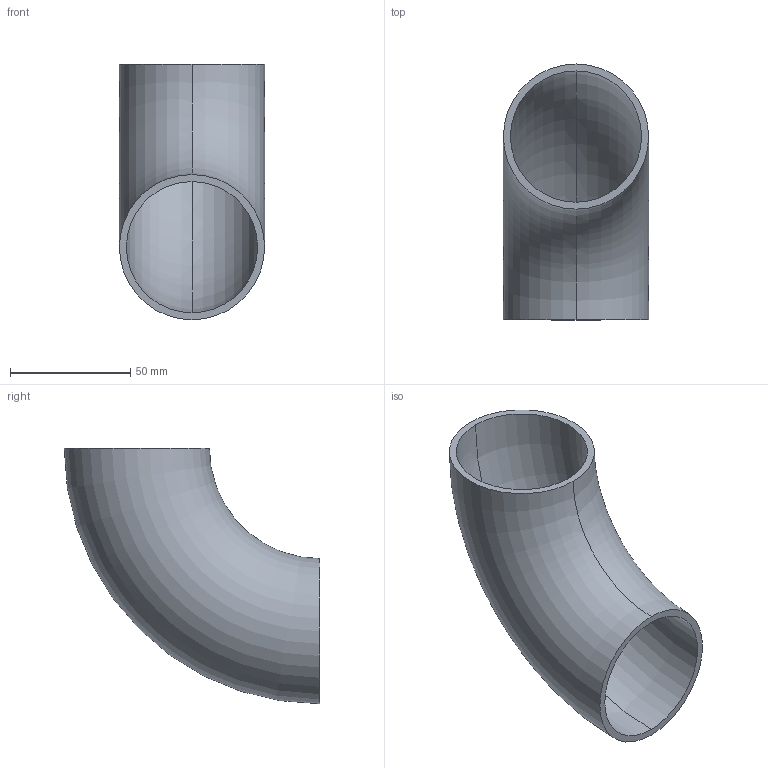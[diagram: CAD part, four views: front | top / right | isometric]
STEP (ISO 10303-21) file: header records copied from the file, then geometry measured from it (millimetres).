
FILE_DESCRIPTION (( 'STEP AP203' ), '1' );
FILE_NAME ('55163-ST.step', '2018-12-17T10:23:35', ( '' ), ( '' ), 'SwSTEP 2.0', 'SolidWorks 2015', '' );
FILE_SCHEMA (( 'CONFIG_CONTROL_DESIGN' ));
Length unit declared in the file: millimetre
Products named in the file (1): 55163-ST
Bounding box: 60.3 x 106.15 x 106.15 mm (x, y, z)
Volume: 62429.5 mm3; surface area: 44109.6 mm2
Topology: 1 solids, 1 shells, 220 faces, 594 edges, 396 vertices
Faces by surface type: bspline 102, plane 94, torus 24
Entity records: 11156 total; most frequent: CARTESIAN_POINT 6598, ORIENTED_EDGE 1188, EDGE_CURVE 594, DIRECTION 456, VERTEX_POINT 396, B_SPLINE_CURVE_WITH_KNOTS 388, EDGE_LOOP 242, FACE_OUTER_BOUND 220
